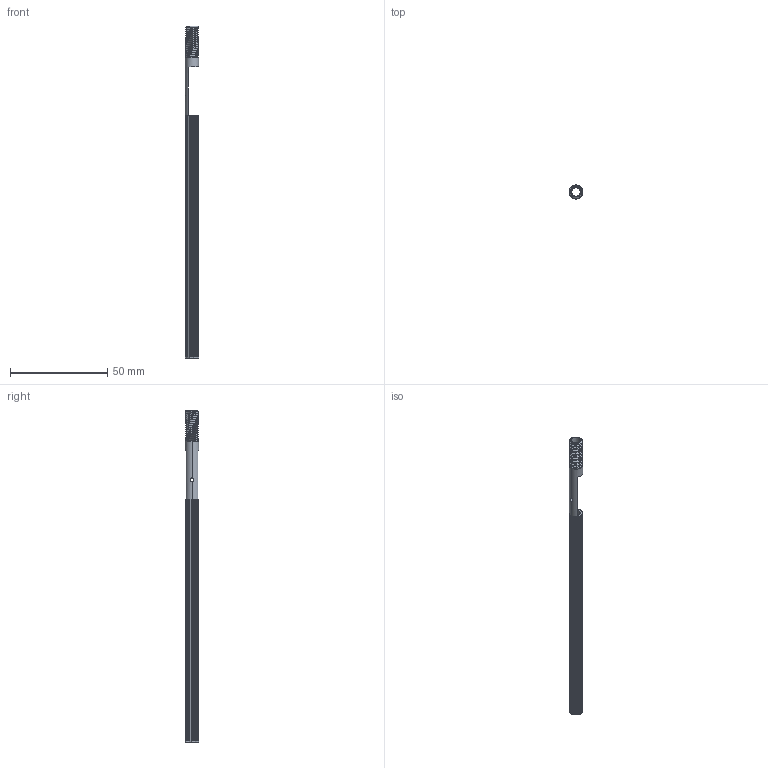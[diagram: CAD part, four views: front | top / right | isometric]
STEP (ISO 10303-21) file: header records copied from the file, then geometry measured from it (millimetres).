
FILE_DESCRIPTION (( 'STEP AP203' ), '1' );
FILE_NAME ('Handle M7 threads.STEP', '2018-02-06T21:44:37', ( 'care taker' ), ( '' ), 'SwSTEP 2.0', 'SolidWorks 2014', '' );
FILE_SCHEMA (( 'CONFIG_CONTROL_DESIGN' ));
Length unit declared in the file: millimetre
Products named in the file (1): Handle M7 threads
Bounding box: 7 x 7 x 171 mm (x, y, z)
Volume: 3250.9 mm3; surface area: 6413.7 mm2
Topology: 1 solids, 1 shells, 173 faces, 519 edges, 344 vertices
Faces by surface type: cylinder 92, plane 77, cone 2, bspline 2
Entity records: 7552 total; most frequent: CARTESIAN_POINT 3131, ORIENTED_EDGE 1038, DIRECTION 805, EDGE_CURVE 519, VERTEX_POINT 344, LINE 297, VECTOR 297, AXIS2_PLACEMENT_3D 254
